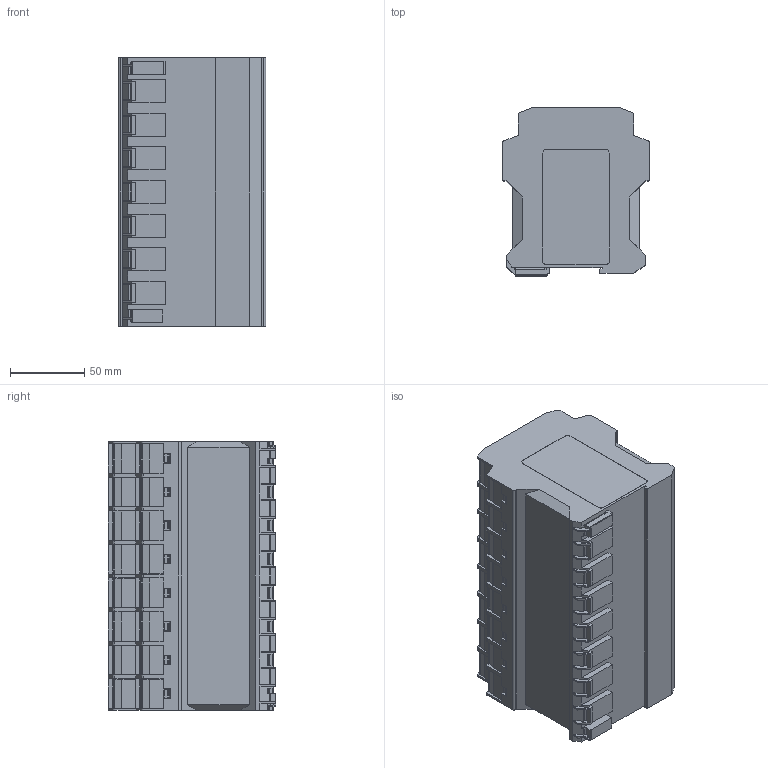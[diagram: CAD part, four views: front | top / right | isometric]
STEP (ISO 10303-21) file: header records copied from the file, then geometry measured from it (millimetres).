
FILE_DESCRIPTION((''),'2;1');
FILE_NAME('CAD1616_SW0002','2012-02-21T',('dhelisch'),(''),'PRO/ENGINEER BY PARAMETRIC TECHNOLOGY CORPORATION, 2007250','PRO/ENGINEER BY PARAMETRIC TECHNOLOGY CORPORATION, 2007250','');
FILE_SCHEMA(('CONFIG_CONTROL_DESIGN'));
Length unit declared in the file: millimetre
Products named in the file (1): CAD1616_SW0002
Bounding box: 99 x 112.79 x 180.8 mm (x, y, z)
Volume: 499018.4 mm3; surface area: 209652.8 mm2
Topology: 1 solids, 1 shells, 1361 faces, 3987 edges, 2591 vertices
Faces by surface type: plane 1165, cylinder 196
Entity records: 54072 total; most frequent: ORIENTED_EDGE 7974, CARTESIAN_POINT 7947, DIRECTION 7099, EDGE_CURVE 3987, VECTOR 3593, LINE 3593, VERTEX_POINT 2591, AXIS2_PLACEMENT_3D 1753
